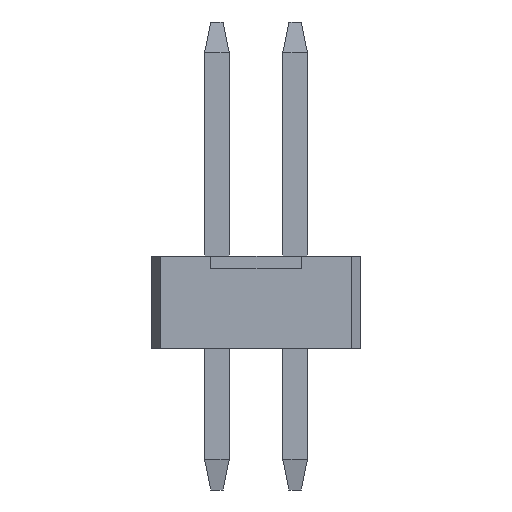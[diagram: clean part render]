
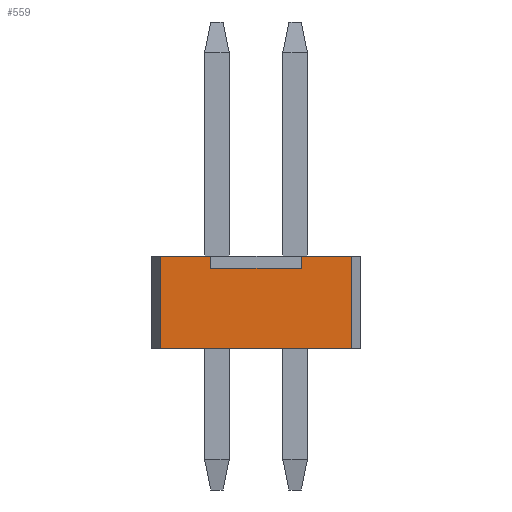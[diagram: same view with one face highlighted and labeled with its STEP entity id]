
A CAD part, left-side view. The second image highlights one B-rep face of the part: STEP entity #559.
In plain terms, the highlighted planar face has unit normal (-1, 0, 0).
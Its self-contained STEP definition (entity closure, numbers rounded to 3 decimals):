
#559 = ADVANCED_FACE( '', ( #1152 ), #1153, .T. );
#1152 = FACE_OUTER_BOUND( '', #1864, .T. );
#1153 = PLANE( '', #1865 );
#1864 = EDGE_LOOP( '', ( #2967, #2968, #2969, #2970, #2971, #2972, #2973, #2974 ) );
#1865 = AXIS2_PLACEMENT_3D( '', #2975, #2976, #2977 );
#2967 = ORIENTED_EDGE( '', *, *, #5039, .T. );
#2968 = ORIENTED_EDGE( '', *, *, #5040, .F. );
#2969 = ORIENTED_EDGE( '', *, *, #5041, .T. );
#2970 = ORIENTED_EDGE( '', *, *, #5042, .T. );
#2971 = ORIENTED_EDGE( '', *, *, #5043, .T. );
#2972 = ORIENTED_EDGE( '', *, *, #5044, .F. );
#2973 = ORIENTED_EDGE( '', *, *, #4819, .F. );
#2974 = ORIENTED_EDGE( '', *, *, #5045, .T. );
#2975 = CARTESIAN_POINT( '', ( -6.35, -1.7, -0.75 ) );
#2976 = DIRECTION( '', ( -1., 0., 0. ) );
#2977 = DIRECTION( '', ( 0., 0., 1. ) );
#4819 = EDGE_CURVE( '', #5839, #5841, #5842, .T. );
#5039 = EDGE_CURVE( '', #6212, #6213, #6214, .T. );
#5040 = EDGE_CURVE( '', #6215, #6213, #6216, .T. );
#5041 = EDGE_CURVE( '', #6215, #6217, #6218, .T. );
#5042 = EDGE_CURVE( '', #6217, #6219, #6220, .T. );
#5043 = EDGE_CURVE( '', #6219, #6221, #6222, .T. );
#5044 = EDGE_CURVE( '', #5841, #6221, #6223, .T. );
#5045 = EDGE_CURVE( '', #5839, #6212, #6224, .T. );
#5839 = VERTEX_POINT( '', #7302 );
#5841 = VERTEX_POINT( '', #7305 );
#5842 = LINE( '', #7306, #7307 );
#6212 = VERTEX_POINT( '', #7862 );
#6213 = VERTEX_POINT( '', #7863 );
#6214 = LINE( '', #7864, #7865 );
#6215 = VERTEX_POINT( '', #7866 );
#6216 = LINE( '', #7867, #7868 );
#6217 = VERTEX_POINT( '', #7869 );
#6218 = LINE( '', #7870, #7871 );
#6219 = VERTEX_POINT( '', #7872 );
#6220 = LINE( '', #7873, #7874 );
#6221 = VERTEX_POINT( '', #7875 );
#6222 = LINE( '', #7876, #7877 );
#6223 = LINE( '', #7878, #7879 );
#6224 = LINE( '', #7880, #7881 );
#7302 = CARTESIAN_POINT( '', ( -6.35, -1.55, -0.75 ) );
#7305 = CARTESIAN_POINT( '', ( -6.35, 1.55, -0.75 ) );
#7306 = CARTESIAN_POINT( '', ( -6.35, -1.7, -0.75 ) );
#7307 = VECTOR( '', #9066, 1000. );
#7862 = CARTESIAN_POINT( '', ( -6.35, -1.55, 0.75 ) );
#7863 = CARTESIAN_POINT( '', ( -6.35, -0.735, 0.75 ) );
#7864 = CARTESIAN_POINT( '', ( -6.35, -1.7, 0.75 ) );
#7865 = VECTOR( '', #9252, 1000. );
#7866 = CARTESIAN_POINT( '', ( -6.35, -0.735, 0.55 ) );
#7867 = CARTESIAN_POINT( '', ( -6.35, -0.735, 0.55 ) );
#7868 = VECTOR( '', #9253, 1000. );
#7869 = CARTESIAN_POINT( '', ( -6.35, 0.735, 0.55 ) );
#7870 = CARTESIAN_POINT( '', ( -6.35, -0.735, 0.55 ) );
#7871 = VECTOR( '', #9254, 1000. );
#7872 = CARTESIAN_POINT( '', ( -6.35, 0.735, 0.75 ) );
#7873 = CARTESIAN_POINT( '', ( -6.35, 0.735, 0.55 ) );
#7874 = VECTOR( '', #9255, 1000. );
#7875 = CARTESIAN_POINT( '', ( -6.35, 1.55, 0.75 ) );
#7876 = CARTESIAN_POINT( '', ( -6.35, -1.7, 0.75 ) );
#7877 = VECTOR( '', #9256, 1000. );
#7878 = CARTESIAN_POINT( '', ( -6.35, 1.55, -12.723 ) );
#7879 = VECTOR( '', #9257, 1000. );
#7880 = CARTESIAN_POINT( '', ( -6.35, -1.55, -12.723 ) );
#7881 = VECTOR( '', #9258, 1000. );
#9066 = DIRECTION( '', ( 0., 1., 0. ) );
#9252 = DIRECTION( '', ( 0., 1., 0. ) );
#9253 = DIRECTION( '', ( 0., 0., 1. ) );
#9254 = DIRECTION( '', ( 0., 1., 0. ) );
#9255 = DIRECTION( '', ( 0., 0., 1. ) );
#9256 = DIRECTION( '', ( 0., 1., 0. ) );
#9257 = DIRECTION( '', ( 0., 0., 1. ) );
#9258 = DIRECTION( '', ( 0., 0., 1. ) );
